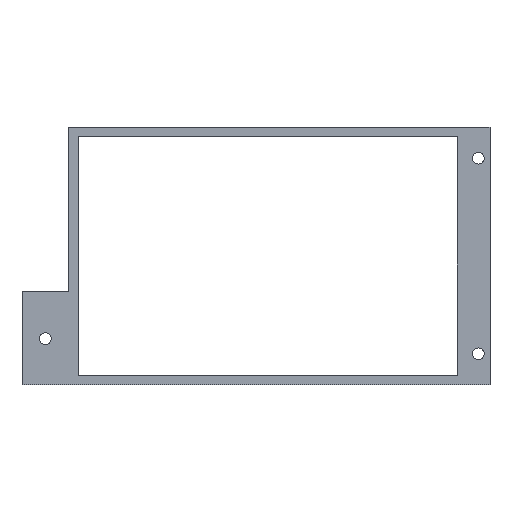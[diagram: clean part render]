
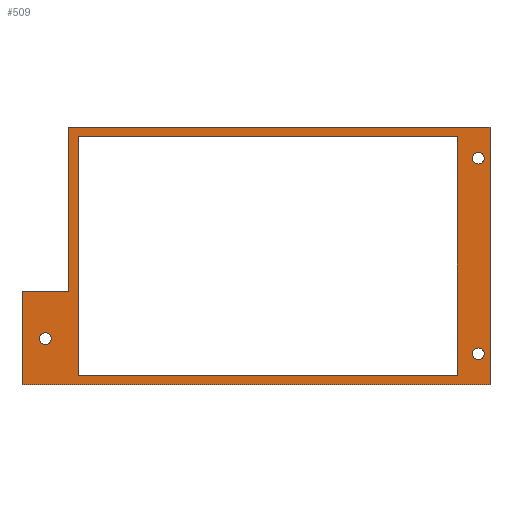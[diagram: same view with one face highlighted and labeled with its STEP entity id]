
A CAD part, top view. The second image highlights one B-rep face of the part: STEP entity #509.
In plain terms, the highlighted planar face has unit normal (0, 0, 1).
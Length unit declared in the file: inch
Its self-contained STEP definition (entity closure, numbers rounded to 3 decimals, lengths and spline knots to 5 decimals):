
#16 = EDGE_CURVE ( 'NONE', #465, #948, #1262, .T. ) ;
#19 = CARTESIAN_POINT ( 'NONE',  ( 2.25, 1.045, 0.3 ) ) ;
#28 = EDGE_CURVE ( 'NONE', #1022, #689, #979, .T. ) ;
#34 = CARTESIAN_POINT ( 'NONE',  ( 2.025, 1.275, 0.3 ) ) ;
#74 = CARTESIAN_POINT ( 'NONE',  ( 2.025, -1.275, 0.3 ) ) ;
#157 = FACE_BOUND ( 'NONE', #1166, .T. ) ;
#162 = CARTESIAN_POINT ( 'NONE',  ( -2.125, -0.375, 0.3 ) ) ;
#197 = EDGE_CURVE ( 'NONE', #572, #579, #1725, .T. ) ;
#210 = CARTESIAN_POINT ( 'NONE',  ( -2.3125, -0.88312, 0.3 ) ) ;
#215 = DIRECTION ( 'NONE',  ( 0., 0., -1. ) ) ;
#236 = CARTESIAN_POINT ( 'NONE',  ( 2.025, 1.275, 0.3 ) ) ;
#237 = EDGE_CURVE ( 'NONE', #689, #1022, #1121, .T. ) ;
#239 = VECTOR ( 'NONE', #1292, 39.37008 ) ;
#277 = CARTESIAN_POINT ( 'NONE',  ( 2.3125, -1.045, 0.3 ) ) ;
#280 = FACE_OUTER_BOUND ( 'NONE', #1300, .T. ) ;
#286 = ORIENTED_EDGE ( 'NONE', *, *, #1839, .T. ) ;
#287 = DIRECTION ( 'NONE',  ( 1., 0., 0. ) ) ;
#298 = DIRECTION ( 'NONE',  ( -1., 0., 0. ) ) ;
#307 = CARTESIAN_POINT ( 'NONE',  ( -2.025, 1.275, 0.3 ) ) ;
#315 = DIRECTION ( 'NONE',  ( -1., 0., 0. ) ) ;
#374 = DIRECTION ( 'NONE',  ( -1., 0., 0. ) ) ;
#376 = VERTEX_POINT ( 'NONE', #162 ) ;
#393 = EDGE_LOOP ( 'NONE', ( #1936, #504 ) ) ;
#408 = ORIENTED_EDGE ( 'NONE', *, *, #534, .T. ) ;
#425 = CIRCLE ( 'NONE', #679, 0.0625 ) ;
#432 = CARTESIAN_POINT ( 'NONE',  ( 2.25, 1.045, 0.3 ) ) ;
#439 = DIRECTION ( 'NONE',  ( -1., 0., 0. ) ) ;
#456 = AXIS2_PLACEMENT_3D ( 'NONE', #432, #1339, #1177 ) ;
#458 = CARTESIAN_POINT ( 'NONE',  ( 2.1875, -1.045, 0.3 ) ) ;
#465 = VERTEX_POINT ( 'NONE', #458 ) ;
#484 = ORIENTED_EDGE ( 'NONE', *, *, #1064, .F. ) ;
#504 = ORIENTED_EDGE ( 'NONE', *, *, #586, .T. ) ;
#509 = ADVANCED_FACE ( 'NONE', ( #157, #1361, #1047, #280, #1483 ), #601, .T. ) ;
#519 = ORIENTED_EDGE ( 'NONE', *, *, #1051, .F. ) ;
#534 = EDGE_CURVE ( 'NONE', #1916, #1601, #1186, .T. ) ;
#572 = VERTEX_POINT ( 'NONE', #307 ) ;
#578 = EDGE_CURVE ( 'NONE', #1255, #1837, #965, .T. ) ;
#579 = VERTEX_POINT ( 'NONE', #583 ) ;
#582 = EDGE_LOOP ( 'NONE', ( #1176, #1578 ) ) ;
#583 = CARTESIAN_POINT ( 'NONE',  ( -2.025, -1.275, 0.3 ) ) ;
#586 = EDGE_CURVE ( 'NONE', #948, #465, #425, .T. ) ;
#601 = PLANE ( 'NONE',  #1648 ) ;
#662 = DIRECTION ( 'NONE',  ( 1., 0., 0. ) ) ;
#679 = AXIS2_PLACEMENT_3D ( 'NONE', #1790, #1630, #439 ) ;
#687 = LINE ( 'NONE', #1899, #713 ) ;
#689 = VERTEX_POINT ( 'NONE', #775 ) ;
#703 = DIRECTION ( 'NONE',  ( 0., -1., 0. ) ) ;
#713 = VECTOR ( 'NONE', #1749, 39.37008 ) ;
#736 = DIRECTION ( 'NONE',  ( 0., 0., 1. ) ) ;
#737 = LINE ( 'NONE', #1492, #1172 ) ;
#745 = DIRECTION ( 'NONE',  ( -1., 0., 0. ) ) ;
#775 = CARTESIAN_POINT ( 'NONE',  ( -2.4375, -0.88312, 0.3 ) ) ;
#783 = CARTESIAN_POINT ( 'NONE',  ( -2.125, -0.375, 0.3 ) ) ;
#788 = EDGE_CURVE ( 'NONE', #1224, #1916, #687, .T. ) ;
#800 = DIRECTION ( 'NONE',  ( -1., 0., 0. ) ) ;
#814 = CARTESIAN_POINT ( 'NONE',  ( 2.025, -1.275, 0.3 ) ) ;
#817 = ORIENTED_EDGE ( 'NONE', *, *, #1555, .F. ) ;
#829 = CARTESIAN_POINT ( 'NONE',  ( -2.375, -0.88312, 0.3 ) ) ;
#832 = VECTOR ( 'NONE', #1842, 39.37008 ) ;
#846 = CARTESIAN_POINT ( 'NONE',  ( 2.375, -1.375, 0.3 ) ) ;
#855 = VERTEX_POINT ( 'NONE', #74 ) ;
#867 = CARTESIAN_POINT ( 'NONE',  ( 2.375, 1.375, 0.3 ) ) ;
#879 = DIRECTION ( 'NONE',  ( 0., 1., 0. ) ) ;
#882 = ORIENTED_EDGE ( 'NONE', *, *, #1650, .T. ) ;
#890 = VERTEX_POINT ( 'NONE', #1474 ) ;
#893 = ORIENTED_EDGE ( 'NONE', *, *, #788, .T. ) ;
#913 = ORIENTED_EDGE ( 'NONE', *, *, #1359, .T. ) ;
#945 = DIRECTION ( 'NONE',  ( 0., 0., -1. ) ) ;
#948 = VERTEX_POINT ( 'NONE', #277 ) ;
#965 = CIRCLE ( 'NONE', #456, 0.0625 ) ;
#968 = VECTOR ( 'NONE', #1379, 39.37008 ) ;
#972 = CARTESIAN_POINT ( 'NONE',  ( -2.125, 1.375, 0.3 ) ) ;
#973 = EDGE_LOOP ( 'NONE', ( #519, #817, #484, #1406 ) ) ;
#979 = CIRCLE ( 'NONE', #1451, 0.0625 ) ;
#1019 = EDGE_CURVE ( 'NONE', #376, #890, #1225, .T. ) ;
#1022 = VERTEX_POINT ( 'NONE', #210 ) ;
#1029 = VECTOR ( 'NONE', #662, 39.37008 ) ;
#1047 = FACE_BOUND ( 'NONE', #393, .T. ) ;
#1049 = VERTEX_POINT ( 'NONE', #1244 ) ;
#1051 = EDGE_CURVE ( 'NONE', #1226, #572, #1838, .T. ) ;
#1064 = EDGE_CURVE ( 'NONE', #579, #855, #1235, .T. ) ;
#1095 = DIRECTION ( 'NONE',  ( -1., 0., 0. ) ) ;
#1121 = CIRCLE ( 'NONE', #1559, 0.0625 ) ;
#1143 = CARTESIAN_POINT ( 'NONE',  ( -2.125, 1.375, 0.3 ) ) ;
#1163 = EDGE_CURVE ( 'NONE', #1601, #376, #1462, .T. ) ;
#1166 = EDGE_LOOP ( 'NONE', ( #1463, #913 ) ) ;
#1172 = VECTOR ( 'NONE', #1362, 39.37008 ) ;
#1176 = ORIENTED_EDGE ( 'NONE', *, *, #237, .T. ) ;
#1177 = DIRECTION ( 'NONE',  ( -1., 0., 0. ) ) ;
#1186 = LINE ( 'NONE', #1491, #1280 ) ;
#1224 = VERTEX_POINT ( 'NONE', #846 ) ;
#1225 = LINE ( 'NONE', #783, #1402 ) ;
#1226 = VERTEX_POINT ( 'NONE', #1454 ) ;
#1235 = LINE ( 'NONE', #814, #1029 ) ;
#1244 = CARTESIAN_POINT ( 'NONE',  ( -2.625, -1.375, 0.3 ) ) ;
#1251 = CARTESIAN_POINT ( 'NONE',  ( -2.375, -0.88312, 0.3 ) ) ;
#1255 = VERTEX_POINT ( 'NONE', #1719 ) ;
#1259 = CARTESIAN_POINT ( 'NONE',  ( -2.025, 1.275, 0.3 ) ) ;
#1262 = CIRCLE ( 'NONE', #1606, 0.0625 ) ;
#1280 = VECTOR ( 'NONE', #745, 39.37008 ) ;
#1292 = DIRECTION ( 'NONE',  ( 0., -1., 0. ) ) ;
#1300 = EDGE_LOOP ( 'NONE', ( #893, #408, #1537, #1786, #882, #286 ) ) ;
#1339 = DIRECTION ( 'NONE',  ( 0., 0., -1. ) ) ;
#1359 = EDGE_CURVE ( 'NONE', #1837, #1255, #1433, .T. ) ;
#1361 = FACE_BOUND ( 'NONE', #582, .T. ) ;
#1362 = DIRECTION ( 'NONE',  ( 0., -1., 0. ) ) ;
#1366 = AXIS2_PLACEMENT_3D ( 'NONE', #19, #1823, #800 ) ;
#1375 = CARTESIAN_POINT ( 'NONE',  ( 2.25, -1.045, 0.3 ) ) ;
#1379 = DIRECTION ( 'NONE',  ( -1., 0., 0. ) ) ;
#1402 = VECTOR ( 'NONE', #315, 39.37008 ) ;
#1406 = ORIENTED_EDGE ( 'NONE', *, *, #197, .F. ) ;
#1415 = CARTESIAN_POINT ( 'NONE',  ( -2.625, -1.375, 0.3 ) ) ;
#1433 = CIRCLE ( 'NONE', #1366, 0.0625 ) ;
#1451 = AXIS2_PLACEMENT_3D ( 'NONE', #1251, #945, #298 ) ;
#1454 = CARTESIAN_POINT ( 'NONE',  ( 2.025, 1.275, 0.3 ) ) ;
#1460 = LINE ( 'NONE', #236, #1746 ) ;
#1462 = LINE ( 'NONE', #972, #1464 ) ;
#1463 = ORIENTED_EDGE ( 'NONE', *, *, #578, .T. ) ;
#1464 = VECTOR ( 'NONE', #703, 39.37008 ) ;
#1474 = CARTESIAN_POINT ( 'NONE',  ( -2.625, -0.375, 0.3 ) ) ;
#1483 = FACE_BOUND ( 'NONE', #973, .T. ) ;
#1491 = CARTESIAN_POINT ( 'NONE',  ( 2.375, 1.375, 0.3 ) ) ;
#1492 = CARTESIAN_POINT ( 'NONE',  ( -2.625, -0.375, 0.3 ) ) ;
#1537 = ORIENTED_EDGE ( 'NONE', *, *, #1163, .T. ) ;
#1541 = CARTESIAN_POINT ( 'NONE',  ( 2.3125, 1.045, 0.3 ) ) ;
#1555 = EDGE_CURVE ( 'NONE', #855, #1226, #1460, .T. ) ;
#1559 = AXIS2_PLACEMENT_3D ( 'NONE', #829, #215, #374 ) ;
#1564 = LINE ( 'NONE', #1415, #832 ) ;
#1578 = ORIENTED_EDGE ( 'NONE', *, *, #28, .T. ) ;
#1601 = VERTEX_POINT ( 'NONE', #1143 ) ;
#1606 = AXIS2_PLACEMENT_3D ( 'NONE', #1375, #1832, #1095 ) ;
#1630 = DIRECTION ( 'NONE',  ( 0., 0., -1. ) ) ;
#1648 = AXIS2_PLACEMENT_3D ( 'NONE', #1782, #736, #287 ) ;
#1650 = EDGE_CURVE ( 'NONE', #890, #1049, #737, .T. ) ;
#1719 = CARTESIAN_POINT ( 'NONE',  ( 2.1875, 1.045, 0.3 ) ) ;
#1725 = LINE ( 'NONE', #1259, #239 ) ;
#1746 = VECTOR ( 'NONE', #879, 39.37008 ) ;
#1749 = DIRECTION ( 'NONE',  ( 0., 1., 0. ) ) ;
#1782 = CARTESIAN_POINT ( 'NONE',  ( 0., 0., 0.3 ) ) ;
#1786 = ORIENTED_EDGE ( 'NONE', *, *, #1019, .T. ) ;
#1790 = CARTESIAN_POINT ( 'NONE',  ( 2.25, -1.045, 0.3 ) ) ;
#1823 = DIRECTION ( 'NONE',  ( 0., 0., -1. ) ) ;
#1832 = DIRECTION ( 'NONE',  ( 0., 0., -1. ) ) ;
#1837 = VERTEX_POINT ( 'NONE', #1541 ) ;
#1838 = LINE ( 'NONE', #34, #968 ) ;
#1839 = EDGE_CURVE ( 'NONE', #1049, #1224, #1564, .T. ) ;
#1842 = DIRECTION ( 'NONE',  ( 1., 0., 0. ) ) ;
#1899 = CARTESIAN_POINT ( 'NONE',  ( 2.375, -1.375, 0.3 ) ) ;
#1916 = VERTEX_POINT ( 'NONE', #867 ) ;
#1936 = ORIENTED_EDGE ( 'NONE', *, *, #16, .T. ) ;
